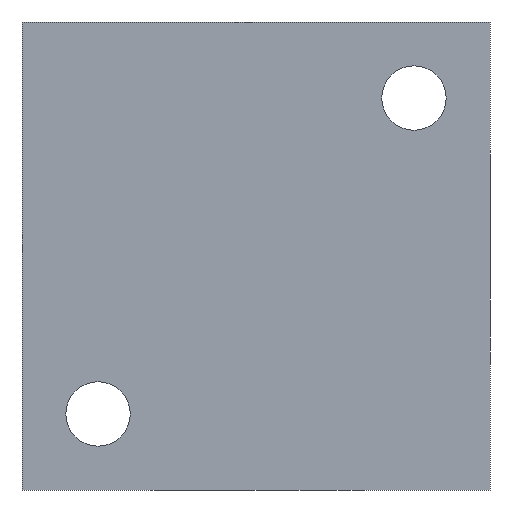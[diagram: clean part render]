
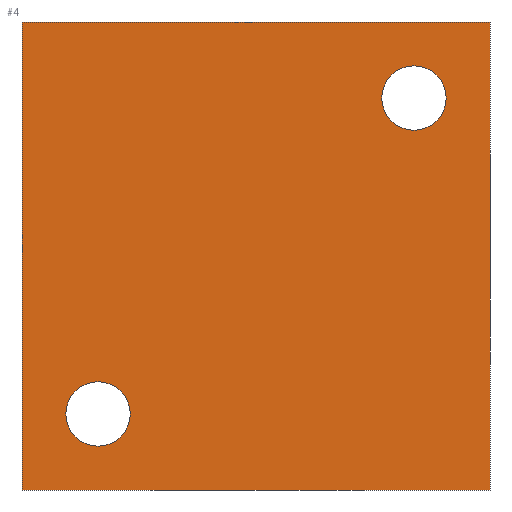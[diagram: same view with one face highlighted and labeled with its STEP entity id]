
A CAD part, front view. The second image highlights one B-rep face of the part: STEP entity #4.
In plain terms, the highlighted planar face has unit normal (0, -1, 0).
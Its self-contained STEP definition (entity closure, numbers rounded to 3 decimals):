
#4 = ADVANCED_FACE ( 'NONE', ( #189, #268, #190 ), #445, .F. ) ;
#54 = EDGE_CURVE ( 'NONE', #263, #355, #161, .T. ) ;
#64 = EDGE_CURVE ( 'NONE', #355, #350, #191, .T. ) ;
#72 = EDGE_CURVE ( 'NONE', #378, #378, #134, .T. ) ;
#73 = EDGE_CURVE ( 'NONE', #377, #377, #137, .T. ) ;
#87 = AXIS2_PLACEMENT_3D ( 'NONE', #448, #416, #411 ) ;
#96 = EDGE_CURVE ( 'NONE', #316, #350, #148, .T. ) ;
#103 = AXIS2_PLACEMENT_3D ( 'NONE', #405, #404, #401 ) ;
#104 = AXIS2_PLACEMENT_3D ( 'NONE', #410, #409, #407 ) ;
#111 = EDGE_CURVE ( 'NONE', #316, #263, #394, .T. ) ;
#134 = CIRCLE ( 'NONE', #104, 2.75 ) ;
#137 = CIRCLE ( 'NONE', #103, 2.75 ) ;
#148 = LINE ( 'NONE', #600, #151 ) ;
#151 = VECTOR ( 'NONE', #586, 1000. ) ;
#161 = LINE ( 'NONE', #575, #163 ) ;
#163 = VECTOR ( 'NONE', #637, 1000. ) ;
#189 = FACE_BOUND ( 'NONE', #352, .T. ) ;
#190 = FACE_OUTER_BOUND ( 'NONE', #324, .T. ) ;
#191 = LINE ( 'NONE', #492, #333 ) ;
#194 = ORIENTED_EDGE ( 'NONE', *, *, #64, .F. ) ;
#201 = EDGE_LOOP ( 'NONE', ( #231 ) ) ;
#231 = ORIENTED_EDGE ( 'NONE', *, *, #73, .F. ) ;
#237 = ORIENTED_EDGE ( 'NONE', *, *, #96, .T. ) ;
#240 = ORIENTED_EDGE ( 'NONE', *, *, #111, .F. ) ;
#244 = ORIENTED_EDGE ( 'NONE', *, *, #72, .F. ) ;
#263 = VERTEX_POINT ( 'NONE', #572 ) ;
#265 = ORIENTED_EDGE ( 'NONE', *, *, #54, .F. ) ;
#268 = FACE_BOUND ( 'NONE', #201, .T. ) ;
#316 = VERTEX_POINT ( 'NONE', #560 ) ;
#324 = EDGE_LOOP ( 'NONE', ( #237, #194, #265, #240 ) ) ;
#333 = VECTOR ( 'NONE', #482, 1000. ) ;
#350 = VERTEX_POINT ( 'NONE', #555 ) ;
#352 = EDGE_LOOP ( 'NONE', ( #244 ) ) ;
#355 = VERTEX_POINT ( 'NONE', #557 ) ;
#377 = VERTEX_POINT ( 'NONE', #535 ) ;
#378 = VERTEX_POINT ( 'NONE', #536 ) ;
#390 = VECTOR ( 'NONE', #564, 1000. ) ;
#394 = LINE ( 'NONE', #581, #390 ) ;
#401 = DIRECTION ( 'NONE',  ( 0., 0., 1. ) ) ;
#404 = DIRECTION ( 'NONE',  ( 0., -1., 0. ) ) ;
#405 = CARTESIAN_POINT ( 'NONE',  ( -13.5, 0., -13.5 ) ) ;
#407 = DIRECTION ( 'NONE',  ( 0., 0., 1. ) ) ;
#409 = DIRECTION ( 'NONE',  ( 0., -1., 0. ) ) ;
#410 = CARTESIAN_POINT ( 'NONE',  ( 13.5, 0., 13.5 ) ) ;
#411 = DIRECTION ( 'NONE',  ( 0., 0., 1. ) ) ;
#416 = DIRECTION ( 'NONE',  ( 0., 1., 0. ) ) ;
#445 = PLANE ( 'NONE',  #87 ) ;
#448 = CARTESIAN_POINT ( 'NONE',  ( -20., 0., -20. ) ) ;
#482 = DIRECTION ( 'NONE',  ( 0., 0., -1. ) ) ;
#492 = CARTESIAN_POINT ( 'NONE',  ( 20., 0., 0. ) ) ;
#535 = CARTESIAN_POINT ( 'NONE',  ( -13.5, 0., -10.75 ) ) ;
#536 = CARTESIAN_POINT ( 'NONE',  ( 13.5, 0., 16.25 ) ) ;
#555 = CARTESIAN_POINT ( 'NONE',  ( 20., 0., -20. ) ) ;
#557 = CARTESIAN_POINT ( 'NONE',  ( 20., 0., 20. ) ) ;
#560 = CARTESIAN_POINT ( 'NONE',  ( -20., 0., -20. ) ) ;
#564 = DIRECTION ( 'NONE',  ( 0., 0., 1. ) ) ;
#572 = CARTESIAN_POINT ( 'NONE',  ( -20., 0., 20. ) ) ;
#575 = CARTESIAN_POINT ( 'NONE',  ( 0., 0., 20. ) ) ;
#581 = CARTESIAN_POINT ( 'NONE',  ( -20., 0., 0. ) ) ;
#586 = DIRECTION ( 'NONE',  ( 1., 0., 0. ) ) ;
#600 = CARTESIAN_POINT ( 'NONE',  ( 0., 0., -20. ) ) ;
#637 = DIRECTION ( 'NONE',  ( 1., 0., 0. ) ) ;
